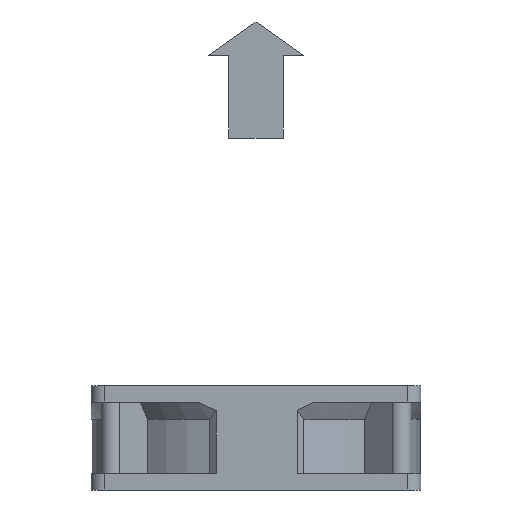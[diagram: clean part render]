
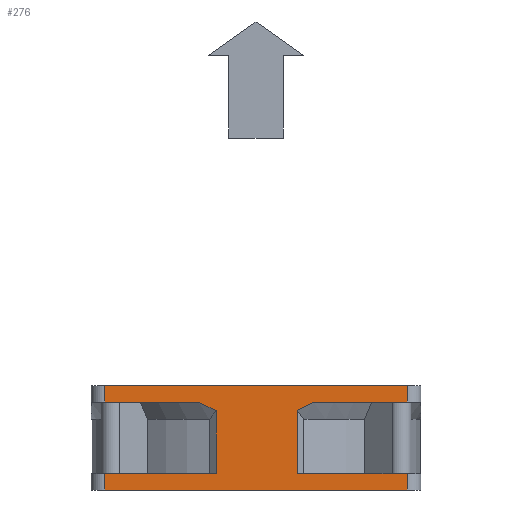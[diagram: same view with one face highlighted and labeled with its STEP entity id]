
A CAD part, left-side view. The second image highlights one B-rep face of the part: STEP entity #276.
In plain terms, the highlighted planar face has unit normal (-1, 0, 0).
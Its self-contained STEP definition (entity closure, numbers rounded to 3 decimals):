
#276 = ADVANCED_FACE( '', ( #546 ), #547, .T. );
#546 = FACE_OUTER_BOUND( '', #849, .T. );
#547 = PLANE( '', #850 );
#849 = EDGE_LOOP( '', ( #1812, #1813, #1814, #1815, #1816, #1817, #1818, #1819, #1820, #1821, #1822, #1823, #1824, #1825 ) );
#850 = AXIS2_PLACEMENT_3D( '', #1826, #1827, #1828 );
#1812 = ORIENTED_EDGE( '', *, *, #2393, .T. );
#1813 = ORIENTED_EDGE( '', *, *, #2231, .F. );
#1814 = ORIENTED_EDGE( '', *, *, #2379, .F. );
#1815 = ORIENTED_EDGE( '', *, *, #2395, .T. );
#1816 = ORIENTED_EDGE( '', *, *, #2262, .F. );
#1817 = ORIENTED_EDGE( '', *, *, #2074, .F. );
#1818 = ORIENTED_EDGE( '', *, *, #2396, .F. );
#1819 = ORIENTED_EDGE( '', *, *, #2397, .F. );
#1820 = ORIENTED_EDGE( '', *, *, #2207, .T. );
#1821 = ORIENTED_EDGE( '', *, *, #2398, .T. );
#1822 = ORIENTED_EDGE( '', *, *, #2399, .F. );
#1823 = ORIENTED_EDGE( '', *, *, #2072, .T. );
#1824 = ORIENTED_EDGE( '', *, *, #2261, .F. );
#1825 = ORIENTED_EDGE( '', *, *, #2400, .T. );
#1826 = CARTESIAN_POINT( '', ( -60., 55., -6. ) );
#1827 = DIRECTION( '', ( -1., 0., 0. ) );
#1828 = DIRECTION( '', ( 0., 0., 1. ) );
#2072 = EDGE_CURVE( '', #2448, #2446, #2449, .T. );
#2074 = EDGE_CURVE( '', #2451, #2452, #2453, .T. );
#2207 = EDGE_CURVE( '', #2707, #2704, #2708, .T. );
#2231 = EDGE_CURVE( '', #2750, #2751, #2752, .T. );
#2261 = EDGE_CURVE( '', #2797, #2446, #2799, .T. );
#2262 = EDGE_CURVE( '', #2452, #2800, #2801, .T. );
#2379 = EDGE_CURVE( '', #2974, #2750, #2976, .T. );
#2393 = EDGE_CURVE( '', #2995, #2751, #2996, .T. );
#2395 = EDGE_CURVE( '', #2974, #2800, #2998, .T. );
#2396 = EDGE_CURVE( '', #2999, #2451, #3000, .T. );
#2397 = EDGE_CURVE( '', #2707, #2999, #3001, .T. );
#2398 = EDGE_CURVE( '', #2704, #3002, #3003, .T. );
#2399 = EDGE_CURVE( '', #2448, #3002, #3004, .T. );
#2400 = EDGE_CURVE( '', #2797, #2995, #3005, .T. );
#2446 = VERTEX_POINT( '', #3072 );
#2448 = VERTEX_POINT( '', #3077 );
#2449 = LINE( '', #3078, #3079 );
#2451 = VERTEX_POINT( '', #3082 );
#2452 = VERTEX_POINT( '', #3083 );
#2453 = LINE( '', #3084, #3085 );
#2704 = VERTEX_POINT( '', #3438 );
#2707 = VERTEX_POINT( '', #3441 );
#2708 = LINE( '', #3442, #3443 );
#2750 = VERTEX_POINT( '', #3493 );
#2751 = VERTEX_POINT( '', #3494 );
#2752 = LINE( '', #3495, #3496 );
#2797 = VERTEX_POINT( '', #3601 );
#2799 = B_SPLINE_CURVE_WITH_KNOTS( '', 3, ( #3603, #3604, #3605, #3606 ), .UNSPECIFIED., .F., .F., ( 4, 4 ), ( 0.013, 0.02 ), .UNSPECIFIED. );
#2800 = VERTEX_POINT( '', #3607 );
#2801 = B_SPLINE_CURVE_WITH_KNOTS( '', 3, ( #3608, #3609, #3610, #3611 ), .UNSPECIFIED., .F., .F., ( 4, 4 ), ( 0.05, 0.057 ), .UNSPECIFIED. );
#2974 = VERTEX_POINT( '', #3841 );
#2976 = LINE( '', #3843, #3844 );
#2995 = VERTEX_POINT( '', #3874 );
#2996 = LINE( '', #3875, #3876 );
#2998 = LINE( '', #3878, #3879 );
#2999 = VERTEX_POINT( '', #3880 );
#3000 = LINE( '', #3881, #3882 );
#3001 = LINE( '', #3883, #3884 );
#3002 = VERTEX_POINT( '', #3885 );
#3003 = LINE( '', #3886, #3887 );
#3004 = LINE( '', #3888, #3889 );
#3005 = LINE( '', #3890, #3891 );
#3072 = CARTESIAN_POINT( '', ( -60., -14.996, -8.933 ) );
#3077 = CARTESIAN_POINT( '', ( -60., -14.996, -32. ) );
#3078 = CARTESIAN_POINT( '', ( -60., -14.996, -38. ) );
#3079 = VECTOR( '', #3985, 1000. );
#3082 = CARTESIAN_POINT( '', ( -60., 14.443, -32. ) );
#3083 = CARTESIAN_POINT( '', ( -60., 14.443, -9.161 ) );
#3084 = CARTESIAN_POINT( '', ( -60., 14.443, -38. ) );
#3085 = VECTOR( '', #3987, 1000. );
#3438 = CARTESIAN_POINT( '', ( -60., -55., -38. ) );
#3441 = CARTESIAN_POINT( '', ( -60., 55., -38. ) );
#3442 = CARTESIAN_POINT( '', ( -60., 55., -38. ) );
#3443 = VECTOR( '', #4207, 1000. );
#3493 = CARTESIAN_POINT( '', ( -60., 55., 0. ) );
#3494 = CARTESIAN_POINT( '', ( -60., -55., 0. ) );
#3495 = CARTESIAN_POINT( '', ( -60., 55., 0. ) );
#3496 = VECTOR( '', #4261, 1000. );
#3601 = CARTESIAN_POINT( '', ( -60., -20.909, -6. ) );
#3603 = CARTESIAN_POINT( '', ( -60., -20.909, -6. ) );
#3604 = CARTESIAN_POINT( '', ( -60., -19.004, -7.086 ) );
#3605 = CARTESIAN_POINT( '', ( -60., -17.04, -8.074 ) );
#3606 = CARTESIAN_POINT( '', ( -60., -14.996, -8.933 ) );
#3607 = CARTESIAN_POINT( '', ( -60., 20.909, -6. ) );
#3608 = CARTESIAN_POINT( '', ( -60., 14.443, -9.161 ) );
#3609 = CARTESIAN_POINT( '', ( -60., 16.674, -8.257 ) );
#3610 = CARTESIAN_POINT( '', ( -60., 18.822, -7.189 ) );
#3611 = CARTESIAN_POINT( '', ( -60., 20.909, -6. ) );
#3841 = CARTESIAN_POINT( '', ( -60., 55., -6. ) );
#3843 = CARTESIAN_POINT( '', ( -60., 55., -6. ) );
#3844 = VECTOR( '', #4568, 1000. );
#3874 = CARTESIAN_POINT( '', ( -60., -55., -6. ) );
#3875 = CARTESIAN_POINT( '', ( -60., -55., -6. ) );
#3876 = VECTOR( '', #4586, 1000. );
#3878 = CARTESIAN_POINT( '', ( -60., 55., -6. ) );
#3879 = VECTOR( '', #4590, 1000. );
#3880 = CARTESIAN_POINT( '', ( -60., 55., -32. ) );
#3881 = CARTESIAN_POINT( '', ( -60., 55., -32. ) );
#3882 = VECTOR( '', #4591, 1000. );
#3883 = CARTESIAN_POINT( '', ( -60., 55., -38. ) );
#3884 = VECTOR( '', #4592, 1000. );
#3885 = CARTESIAN_POINT( '', ( -60., -55., -32. ) );
#3886 = CARTESIAN_POINT( '', ( -60., -55., -38. ) );
#3887 = VECTOR( '', #4593, 1000. );
#3888 = CARTESIAN_POINT( '', ( -60., 55., -32. ) );
#3889 = VECTOR( '', #4594, 1000. );
#3890 = CARTESIAN_POINT( '', ( -60., 55., -6. ) );
#3891 = VECTOR( '', #4595, 1000. );
#3985 = DIRECTION( '', ( 0., 0., 1. ) );
#3987 = DIRECTION( '', ( 0., 0., 1. ) );
#4207 = DIRECTION( '', ( 0., -1., 0. ) );
#4261 = DIRECTION( '', ( 0., -1., 0. ) );
#4568 = DIRECTION( '', ( 0., 0., 1. ) );
#4586 = DIRECTION( '', ( 0., 0., 1. ) );
#4590 = DIRECTION( '', ( 0., -1., 0. ) );
#4591 = DIRECTION( '', ( 0., -1., 0. ) );
#4592 = DIRECTION( '', ( 0., 0., 1. ) );
#4593 = DIRECTION( '', ( 0., 0., 1. ) );
#4594 = DIRECTION( '', ( 0., -1., 0. ) );
#4595 = DIRECTION( '', ( 0., -1., 0. ) );
